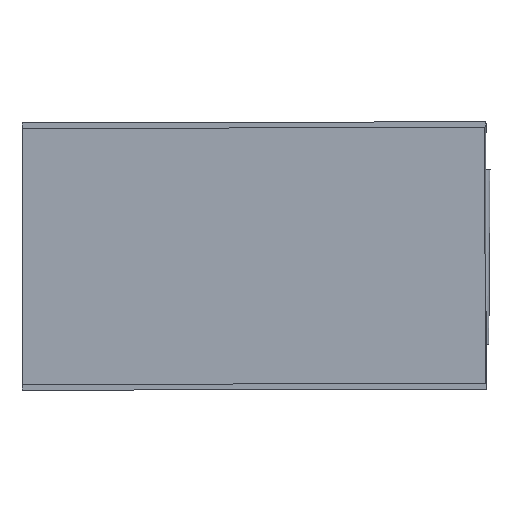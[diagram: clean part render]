
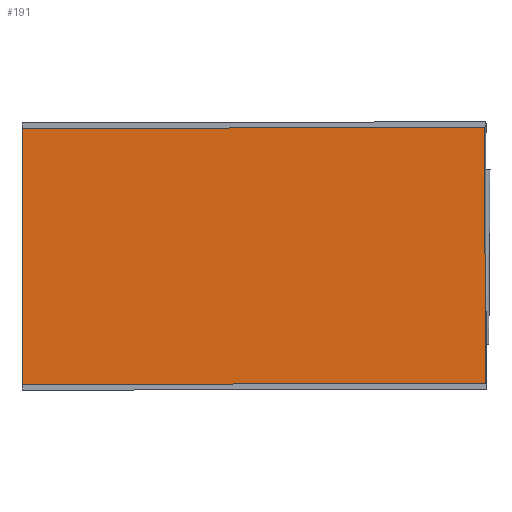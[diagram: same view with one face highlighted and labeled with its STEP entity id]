
A CAD part, front view. The second image highlights one B-rep face of the part: STEP entity #191.
In plain terms, the highlighted planar face has unit normal (-0.008, -1, 0).
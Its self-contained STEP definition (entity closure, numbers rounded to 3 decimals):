
#191=ADVANCED_FACE('',(#347),#348,.T.);
#347=FACE_OUTER_BOUND('',#753,.T.);
#348=PLANE('',#754);
#753=EDGE_LOOP('',(#1172,#1173,#1174,#1175));
#754=AXIS2_PLACEMENT_3D('',#1176,#1177,#1178);
#1172=ORIENTED_EDGE('',*,*,#2199,.T.);
#1173=ORIENTED_EDGE('',*,*,#2196,.F.);
#1174=ORIENTED_EDGE('',*,*,#2200,.F.);
#1175=ORIENTED_EDGE('',*,*,#2201,.T.);
#1176=CARTESIAN_POINT('',(-4.775,-592.973,0.));
#1177=DIRECTION('',(-0.008,-1.,0.));
#1178=DIRECTION('',(1.,-0.008,0.0));
#2196=EDGE_CURVE('',#2488,#2490,#2491,.T.);
#2199=EDGE_CURVE('',#2495,#2490,#2496,.T.);
#2200=EDGE_CURVE('',#2497,#2488,#2498,.T.);
#2201=EDGE_CURVE('',#2497,#2495,#2499,.T.);
#2488=VERTEX_POINT('',#2996);
#2490=VERTEX_POINT('',#2999);
#2491=LINE('',#3000,#3001);
#2495=VERTEX_POINT('',#3007);
#2496=LINE('',#3008,#3009);
#2497=VERTEX_POINT('',#3010);
#2498=LINE('',#3011,#3012);
#2499=LINE('',#3013,#3014);
#2996=CARTESIAN_POINT('',(1990.882,-609.044,1103.706));
#2999=CARTESIAN_POINT('',(1993.593,-609.066,2.15));
#3000=CARTESIAN_POINT('',(1993.593,-609.066,2.15));
#3001=VECTOR('',#3684,1.0);
#3007=CARTESIAN_POINT('',(0.0,-593.011,-2.757));
#3008=CARTESIAN_POINT('',(0.0,-593.011,-2.757));
#3009=VECTOR('',#3687,1.0);
#3010=CARTESIAN_POINT('',(0.0,-593.011,1098.806));
#3011=CARTESIAN_POINT('',(0.0,-593.011,1098.806));
#3012=VECTOR('',#3688,1.0);
#3013=CARTESIAN_POINT('',(0.0,-593.011,-2.757));
#3014=VECTOR('',#3689,1.0);
#3684=DIRECTION('',(0.002,0.,-1.));
#3687=DIRECTION('',(1.,-0.008,0.002));
#3688=DIRECTION('',(1.,-0.008,0.002));
#3689=DIRECTION('',(0.0,0.,-1.0));
